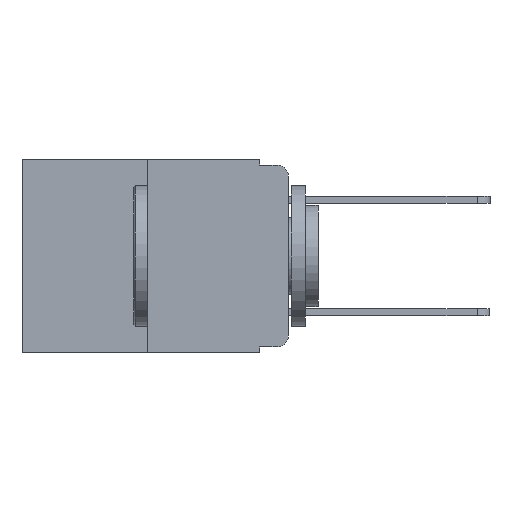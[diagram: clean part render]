
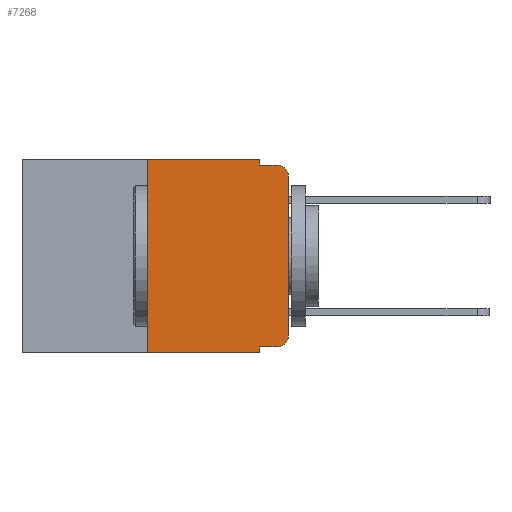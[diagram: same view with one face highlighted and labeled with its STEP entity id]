
A CAD part, left-side view. The second image highlights one B-rep face of the part: STEP entity #7268.
In plain terms, the highlighted planar face has unit normal (-1, 0, 0).
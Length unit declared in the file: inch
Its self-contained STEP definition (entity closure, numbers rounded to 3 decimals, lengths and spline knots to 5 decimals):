
#189 = DIRECTION ( 'NONE',  ( 0., 0., -1. ) ) ;
#237 = VECTOR ( 'NONE', #9848, 39.37008 ) ;
#376 = CARTESIAN_POINT ( 'NONE',  ( 0., 0.473, 0. ) ) ;
#554 = CIRCLE ( 'NONE', #3420, 0.02 ) ;
#647 = CARTESIAN_POINT ( 'NONE',  ( 0., 0.051, 0. ) ) ;
#664 = EDGE_CURVE ( 'NONE', #4112, #6457, #10542, .T. ) ;
#801 = FACE_OUTER_BOUND ( 'NONE', #1888, .T. ) ;
#963 = PLANE ( 'NONE',  #6483 ) ;
#1170 = LINE ( 'NONE', #647, #3862 ) ;
#1420 = CARTESIAN_POINT ( 'NONE',  ( 0., 0.051, -0.01 ) ) ;
#1463 = CARTESIAN_POINT ( 'NONE',  ( 0., 0.25, 0. ) ) ;
#1802 = CARTESIAN_POINT ( 'NONE',  ( 0., 0.051, -0.343 ) ) ;
#1855 = DIRECTION ( 'NONE',  ( 0., -1., 0. ) ) ;
#1888 = EDGE_LOOP ( 'NONE', ( #3586, #3579, #2936, #2791, #2715, #2672, #2686, #2453, #2185, #2170 ) ) ;
#2170 = ORIENTED_EDGE ( 'NONE', *, *, #10677, .T. ) ;
#2178 = DIRECTION ( 'NONE',  ( 0., 0., -1. ) ) ;
#2185 = ORIENTED_EDGE ( 'NONE', *, *, #664, .T. ) ;
#2394 = DIRECTION ( 'NONE',  ( 0., 0., 1. ) ) ;
#2453 = ORIENTED_EDGE ( 'NONE', *, *, #4706, .F. ) ;
#2672 = ORIENTED_EDGE ( 'NONE', *, *, #10820, .F. ) ;
#2686 = ORIENTED_EDGE ( 'NONE', *, *, #5704, .T. ) ;
#2715 = ORIENTED_EDGE ( 'NONE', *, *, #9429, .F. ) ;
#2791 = ORIENTED_EDGE ( 'NONE', *, *, #8878, .F. ) ;
#2836 = VERTEX_POINT ( 'NONE', #12322 ) ;
#2928 = VERTEX_POINT ( 'NONE', #10657 ) ;
#2936 = ORIENTED_EDGE ( 'NONE', *, *, #8254, .F. ) ;
#3014 = LINE ( 'NONE', #3140, #237 ) ;
#3140 = CARTESIAN_POINT ( 'NONE',  ( 0., 0.051, -0.01 ) ) ;
#3420 = AXIS2_PLACEMENT_3D ( 'NONE', #3429, #10076, #4478 ) ;
#3429 = CARTESIAN_POINT ( 'NONE',  ( 0., 0.02, -0.313 ) ) ;
#3519 = VECTOR ( 'NONE', #5857, 39.37008 ) ;
#3579 = ORIENTED_EDGE ( 'NONE', *, *, #11736, .T. ) ;
#3586 = ORIENTED_EDGE ( 'NONE', *, *, #12369, .T. ) ;
#3751 = VERTEX_POINT ( 'NONE', #1802 ) ;
#3862 = VECTOR ( 'NONE', #9792, 39.37008 ) ;
#4074 = VERTEX_POINT ( 'NONE', #1463 ) ;
#4112 = VERTEX_POINT ( 'NONE', #11633 ) ;
#4478 = DIRECTION ( 'NONE',  ( 0., 0., -1. ) ) ;
#4706 = EDGE_CURVE ( 'NONE', #4112, #3751, #9417, .T. ) ;
#5139 = DIRECTION ( 'NONE',  ( 0., -1., 0. ) ) ;
#5534 = CARTESIAN_POINT ( 'NONE',  ( 0., 0., 0. ) ) ;
#5603 = VECTOR ( 'NONE', #5139, 39.37008 ) ;
#5661 = VERTEX_POINT ( 'NONE', #11930 ) ;
#5679 = VECTOR ( 'NONE', #1855, 39.37008 ) ;
#5704 = EDGE_CURVE ( 'NONE', #2928, #3751, #10747, .T. ) ;
#5799 = CARTESIAN_POINT ( 'NONE',  ( 0., 0.051, 0. ) ) ;
#5857 = DIRECTION ( 'NONE',  ( 0., -1., 0. ) ) ;
#6444 = CARTESIAN_POINT ( 'NONE',  ( 0., 0.473, -0.343 ) ) ;
#6457 = VERTEX_POINT ( 'NONE', #8856 ) ;
#6483 = AXIS2_PLACEMENT_3D ( 'NONE', #9047, #8152, #2178 ) ;
#6623 = DIRECTION ( 'NONE',  ( -1., 0., 0. ) ) ;
#6748 = DIRECTION ( 'NONE',  ( 0., 0., -1. ) ) ;
#6771 = VERTEX_POINT ( 'NONE', #1420 ) ;
#6941 = VECTOR ( 'NONE', #6748, 39.37008 ) ;
#7028 = VERTEX_POINT ( 'NONE', #9678 ) ;
#7251 = CIRCLE ( 'NONE', #12488, 0.02 ) ;
#7268 = ADVANCED_FACE ( 'NONE', ( #801 ), #963, .F. ) ;
#7963 = LINE ( 'NONE', #5534, #10380 ) ;
#8152 = DIRECTION ( 'NONE',  ( 1., 0., 0. ) ) ;
#8254 = EDGE_CURVE ( 'NONE', #6771, #11471, #3014, .T. ) ;
#8629 = LINE ( 'NONE', #376, #3519 ) ;
#8856 = CARTESIAN_POINT ( 'NONE',  ( 0., 0.02, -0.333 ) ) ;
#8878 = EDGE_CURVE ( 'NONE', #5661, #6771, #1170, .T. ) ;
#9047 = CARTESIAN_POINT ( 'NONE',  ( 0., 0.473, 0. ) ) ;
#9417 = LINE ( 'NONE', #5799, #6941 ) ;
#9429 = EDGE_CURVE ( 'NONE', #4074, #5661, #8629, .T. ) ;
#9678 = CARTESIAN_POINT ( 'NONE',  ( 0., 0., -0.03 ) ) ;
#9792 = DIRECTION ( 'NONE',  ( 0., 0., -1. ) ) ;
#9848 = DIRECTION ( 'NONE',  ( 0., -1., 0. ) ) ;
#10076 = DIRECTION ( 'NONE',  ( -1., 0., 0. ) ) ;
#10202 = CARTESIAN_POINT ( 'NONE',  ( 0., 0.051, -0.333 ) ) ;
#10380 = VECTOR ( 'NONE', #2394, 39.37008 ) ;
#10542 = LINE ( 'NONE', #10202, #5679 ) ;
#10657 = CARTESIAN_POINT ( 'NONE',  ( 0., 0.25, -0.343 ) ) ;
#10677 = EDGE_CURVE ( 'NONE', #6457, #2836, #554, .T. ) ;
#10747 = LINE ( 'NONE', #6444, #5603 ) ;
#10820 = EDGE_CURVE ( 'NONE', #2928, #4074, #12053, .T. ) ;
#10835 = CARTESIAN_POINT ( 'NONE',  ( 0., 0.02, -0.01 ) ) ;
#11471 = VERTEX_POINT ( 'NONE', #10835 ) ;
#11633 = CARTESIAN_POINT ( 'NONE',  ( 0., 0.051, -0.333 ) ) ;
#11641 = CARTESIAN_POINT ( 'NONE',  ( 0., 0.25, 0. ) ) ;
#11736 = EDGE_CURVE ( 'NONE', #7028, #11471, #7251, .T. ) ;
#11786 = VECTOR ( 'NONE', #12497, 39.37008 ) ;
#11930 = CARTESIAN_POINT ( 'NONE',  ( 0., 0.051, 0. ) ) ;
#12017 = CARTESIAN_POINT ( 'NONE',  ( 0., 0.02, -0.03 ) ) ;
#12053 = LINE ( 'NONE', #11641, #11786 ) ;
#12322 = CARTESIAN_POINT ( 'NONE',  ( 0., 0., -0.313 ) ) ;
#12369 = EDGE_CURVE ( 'NONE', #2836, #7028, #7963, .T. ) ;
#12488 = AXIS2_PLACEMENT_3D ( 'NONE', #12017, #6623, #189 ) ;
#12497 = DIRECTION ( 'NONE',  ( 0., 0., 1. ) ) ;
